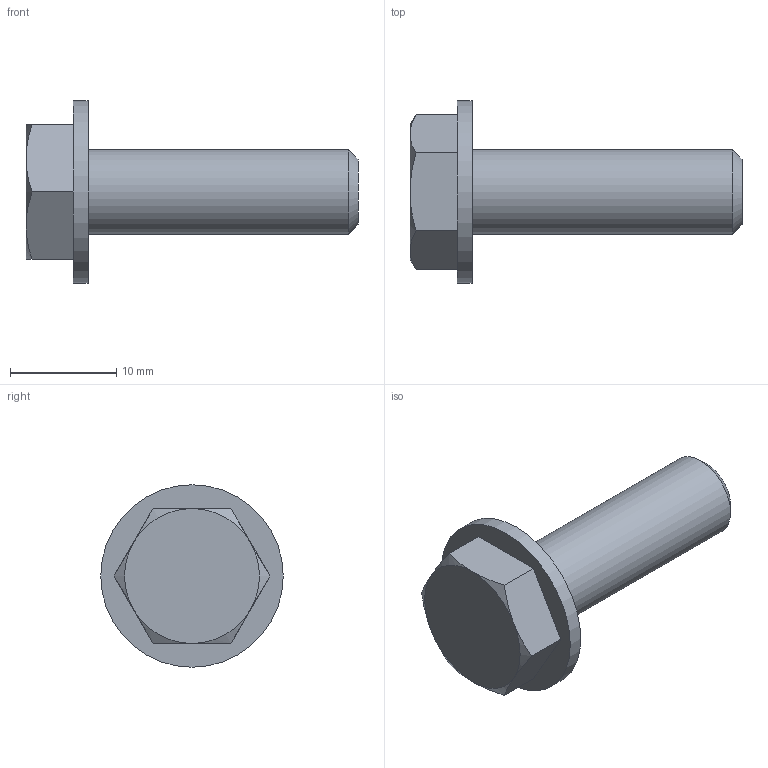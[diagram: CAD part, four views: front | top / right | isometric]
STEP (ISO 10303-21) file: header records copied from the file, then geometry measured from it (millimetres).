
FILE_DESCRIPTION(/* description */ ('Hexagon Head Screw'),/* implementation_level */ '2;1');
FILE_NAME(/* name */ 'ANSI B18.6.3 - 5_16-18 UNC.stp',/* time_stamp */ '2023-04-23T19:08:11-04:00',/* author */ ('jjdbr'),/* organization */ (''),/* preprocessor_version */ 'ST-DEVELOPER v19',/* originating_system */ 'Autodesk Inventor 2023',/* authorisation */ '');
FILE_SCHEMA (('AUTOMOTIVE_DESIGN { 1 0 10303 214 3 1 1 }'));
Length unit declared in the file: inch
Products named in the file (1): ANSI B18.6.3 - 5/16-18 UNC x 1, PHWHMSI
Bounding box: 31.24 x 17.17 x 17.17 mm (x, y, z)
Volume: 2190.3 mm3; surface area: 1347.2 mm2
Topology: 1 solids, 1 shells, 19 faces, 39 edges, 24 vertices
Faces by surface type: plane 10, cone 7, cylinder 2
Full cylindrical faces by diameter (mm): 7.938 x1, 17.17 x1
Entity records: 530 total; most frequent: CARTESIAN_POINT 107, DIRECTION 79, ORIENTED_EDGE 78, EDGE_CURVE 39, AXIS2_PLACEMENT_3D 32, VERTEX_POINT 24, EDGE_LOOP 21, FACE_OUTER_BOUND 19
